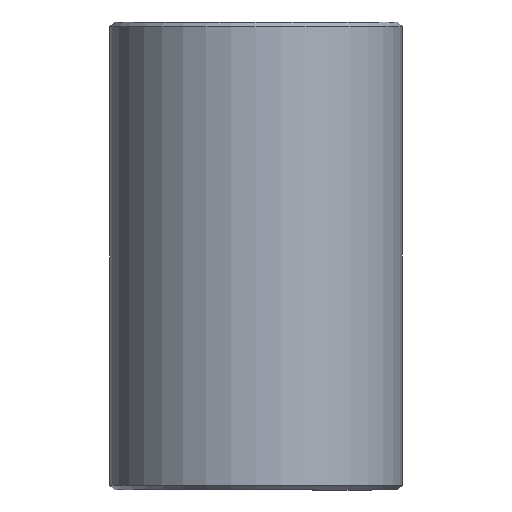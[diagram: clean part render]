
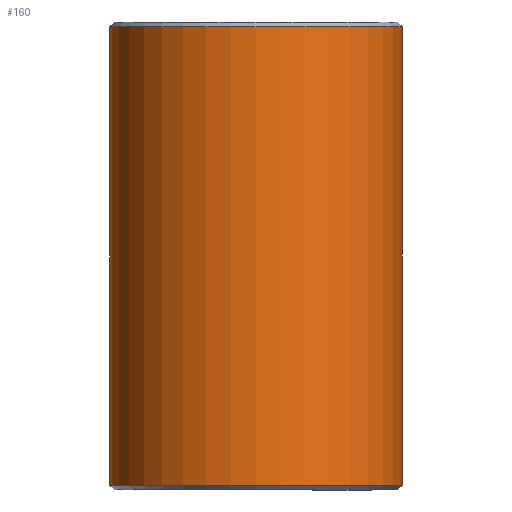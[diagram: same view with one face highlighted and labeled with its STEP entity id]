
A CAD part, front view. The second image highlights one B-rep face of the part: STEP entity #160.
In plain terms, the highlighted cylindrical face has radius 25 mm (diameter 50 mm), a full revolution.
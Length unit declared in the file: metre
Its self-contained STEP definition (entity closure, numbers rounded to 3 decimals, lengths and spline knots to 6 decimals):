
#160=ADVANCED_FACE('',(#186,#187),#188,.T.);
#186=FACE_OUTER_BOUND('',#2760,.T.);
#187=FACE_OUTER_BOUND('',#2761,.T.);
#188=CYLINDRICAL_SURFACE('',#2762,0.025);
#2760=EDGE_LOOP('',(#5359));
#2761=EDGE_LOOP('',(#5360));
#2762=AXIS2_PLACEMENT_3D('',#5361,#5362,#5363);
#5359=ORIENTED_EDGE('',*,*,#5404,.T.);
#5360=ORIENTED_EDGE('',*,*,#5405,.F.);
#5361=CARTESIAN_POINT('',(0.0,0.0,0.));
#5362=DIRECTION('',(0.0,0.,-1.0));
#5363=DIRECTION('',(0.0,1.0,0.));
#5404=EDGE_CURVE('',#5436,#5436,#5437,.T.);
#5405=EDGE_CURVE('',#5438,#5438,#5439,.T.);
#5436=VERTEX_POINT('',#5696);
#5437=CIRCLE('',#5697,0.025);
#5438=VERTEX_POINT('',#5698);
#5439=CIRCLE('',#5699,0.025);
#5696=CARTESIAN_POINT('',(0.0,0.025,0.0792));
#5697=AXIS2_PLACEMENT_3D('',#5732,#5733,#5734);
#5698=CARTESIAN_POINT('',(0.0,0.025,0.0008));
#5699=AXIS2_PLACEMENT_3D('',#5735,#5736,#5737);
#5732=CARTESIAN_POINT('',(0.0,0.,0.0792));
#5733=DIRECTION('',(0.0,0.,-1.0));
#5734=DIRECTION('',(0.0,1.0,0.));
#5735=CARTESIAN_POINT('',(0.0,0.0,0.0008));
#5736=DIRECTION('',(0.0,0.,-1.0));
#5737=DIRECTION('',(0.0,1.0,0.));
